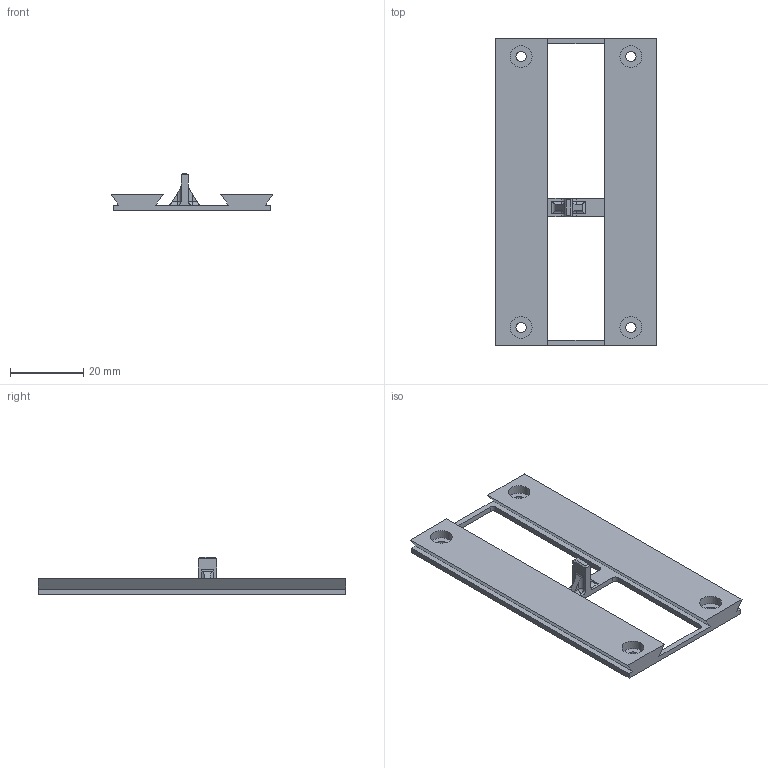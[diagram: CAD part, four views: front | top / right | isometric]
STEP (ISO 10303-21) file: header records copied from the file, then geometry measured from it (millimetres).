
FILE_DESCRIPTION(/* description */ ('Unknown'),/* implementation_level */ '2;1');
FILE_NAME(/* name */ 'kolejnice',/* time_stamp */ '2021-05-06T17:35:54+02:00',/* author */ ('Unknown'),/* organization */ ('Unknown'),/* preprocessor_version */ 'ST-DEVELOPER v16.7',/* originating_system */ 'Solid Edge',/* authorisation */ 'Unknown');
FILE_SCHEMA (('AUTOMOTIVE_DESIGN {1 0 10303 214 3 1 1}'));
Length unit declared in the file: millimetre
Products named in the file (1): Vedeni
Bounding box: 44.25 x 84 x 10.25 mm (x, y, z)
Volume: 9402.1 mm3; surface area: 7784 mm2
Topology: 1 solids, 1 shells, 75 faces, 202 edges, 128 vertices
Faces by surface type: plane 39, cylinder 32, sphere 4
Full cylindrical faces by diameter (mm): 2.8 x4, 6 x4
Entity records: 2298 total; most frequent: DIRECTION 402, CARTESIAN_POINT 386, ORIENTED_EDGE 372, EDGE_CURVE 186, AXIS2_PLACEMENT_3D 140, VERTEX_POINT 124, LINE 122, VECTOR 122
